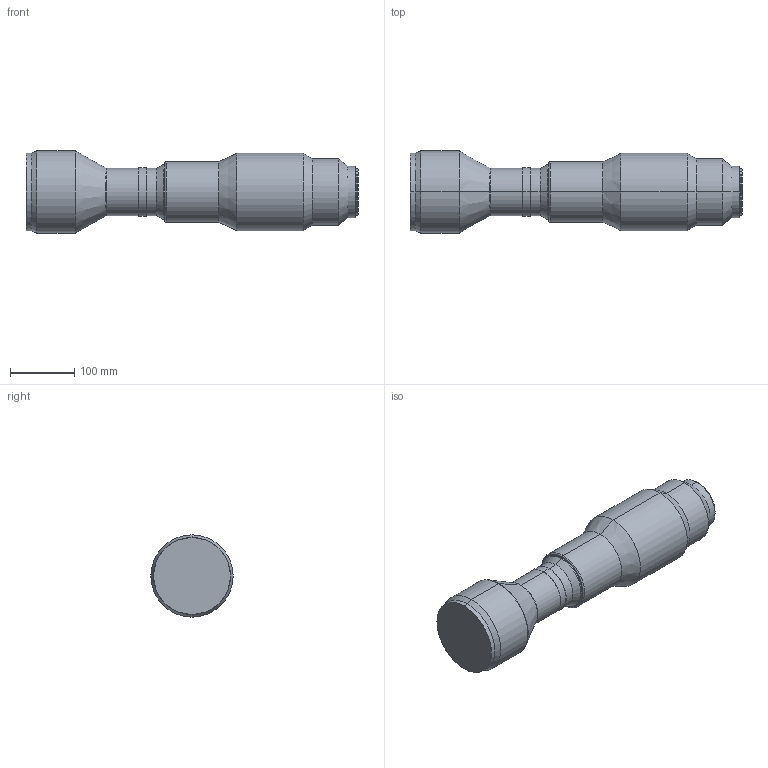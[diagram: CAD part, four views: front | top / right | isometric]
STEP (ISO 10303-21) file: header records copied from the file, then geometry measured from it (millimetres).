
FILE_DESCRIPTION (( 'STEP AP203' ), '1' );
FILE_NAME ('DTCA16K-72.7-M72-AL STEPﾍｼ.STEP', '2019-11-12T06:12:18', ( 'Windows ﾓﾃｻｧ' ), ( '' ), 'SwSTEP 2.0', 'SolidWorks 2017', '' );
FILE_SCHEMA (( 'CONFIG_CONTROL_DESIGN' ));
Length unit declared in the file: millimetre
Products named in the file (1): DTCA16K-72.7-M72-AL STEPͼ
Bounding box: 517 x 128 x 128 mm (x, y, z)
Volume: 4434987.2 mm3; surface area: 190388 mm2
Topology: 1 solids, 1 shells, 55 faces, 108 edges, 60 vertices
Faces by surface type: cylinder 24, cone 18, plane 7, torus 6
Entity records: 1477 total; most frequent: DIRECTION 286, CARTESIAN_POINT 224, ORIENTED_EDGE 216, AXIS2_PLACEMENT_3D 122, EDGE_CURVE 108, CIRCLE 66, EDGE_LOOP 60, VERTEX_POINT 60
